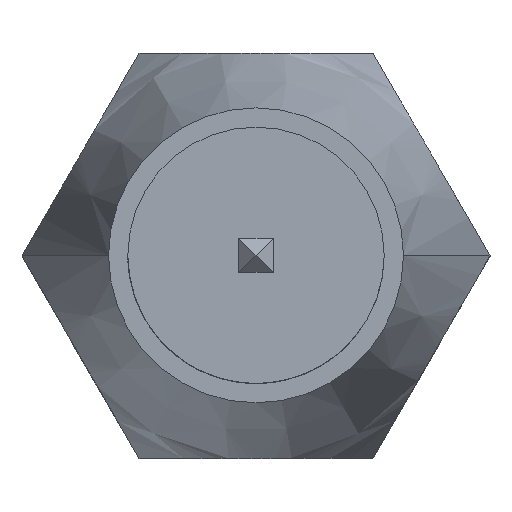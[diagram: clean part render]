
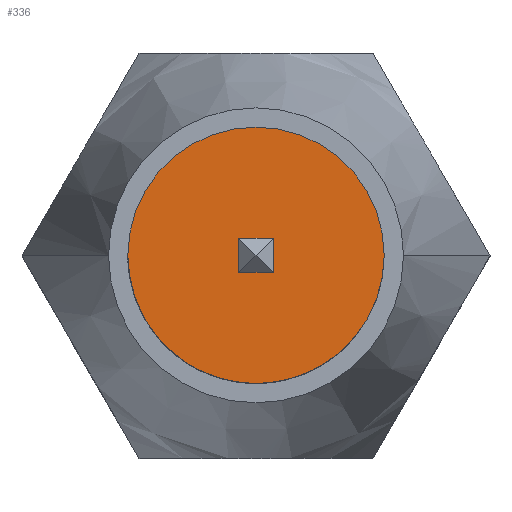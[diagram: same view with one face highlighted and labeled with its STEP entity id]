
A CAD part, top view. The second image highlights one B-rep face of the part: STEP entity #336.
In plain terms, the highlighted planar face has unit normal (0, 0, 1).
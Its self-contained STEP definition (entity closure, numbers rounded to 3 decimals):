
#228=EDGE_CURVE('',#462,#258,#602,.T.);
#238=EDGE_CURVE('',#258,#382,#613,.T.);
#246=EDGE_CURVE('',#528,#256,#622,.T.);
#256=VERTEX_POINT('',#633);
#258=VERTEX_POINT('',#635);
#288=EDGE_CURVE('',#382,#462,#671,.T.);
#336=ADVANCED_FACE('',(#722,#723),#724,.T.);
#382=VERTEX_POINT('',#772);
#462=VERTEX_POINT('',#861);
#472=EDGE_CURVE('',#524,#530,#871,.T.);
#480=EDGE_CURVE('',#530,#528,#880,.T.);
#488=EDGE_CURVE('',#256,#524,#889,.T.);
#524=VERTEX_POINT('',#931);
#528=VERTEX_POINT('',#935);
#530=VERTEX_POINT('',#937);
#602=CIRCLE('',#1011,6.);
#613=CIRCLE('',#1036,6.);
#622=LINE('',#1048,#1049);
#633=CARTESIAN_POINT('',(0.8,0.8,25.0));
#635=CARTESIAN_POINT('',(-5.946,-0.8,25.0));
#671=CIRCLE('',#1118,6.);
#722=FACE_BOUND('',#1211,.T.);
#723=FACE_OUTER_BOUND('',#1212,.T.);
#724=PLANE('',#1213);
#772=CARTESIAN_POINT('',(-6.,0.,25.0));
#861=CARTESIAN_POINT('',(6.,0.,25.0));
#871=LINE('',#1481,#1482);
#880=LINE('',#1493,#1494);
#889=LINE('',#1514,#1515);
#931=CARTESIAN_POINT('',(0.8,-0.8,25.0));
#935=CARTESIAN_POINT('',(-0.8,0.8,25.0));
#937=CARTESIAN_POINT('',(-0.8,-0.8,25.0));
#1011=AXIS2_PLACEMENT_3D('',#1708,#1709,#1710);
#1036=AXIS2_PLACEMENT_3D('',#1723,#1724,#1725);
#1048=CARTESIAN_POINT('',(-1.5,0.8,25.0));
#1049=VECTOR('',#1739,1.0);
#1118=AXIS2_PLACEMENT_3D('',#1803,#1804,#1805);
#1211=EDGE_LOOP('',(#1850,#1851,#1852,#1853));
#1212=EDGE_LOOP('',(#1854,#1855,#1856));
#1213=AXIS2_PLACEMENT_3D('',#1857,#1858,#1859);
#1481=CARTESIAN_POINT('',(-1.5,-0.8,25.0));
#1482=VECTOR('',#1993,1.0);
#1493=CARTESIAN_POINT('',(-0.8,0.,25.0));
#1494=VECTOR('',#2005,1.0);
#1514=CARTESIAN_POINT('',(0.8,0.,25.0));
#1515=VECTOR('',#2016,1.0);
#1708=CARTESIAN_POINT('',(0.,0.,25.0));
#1709=DIRECTION('',(-0.0,0.0,-1.0));
#1710=DIRECTION('',(-1.0,0.,0.0));
#1723=CARTESIAN_POINT('',(0.,0.,25.0));
#1724=DIRECTION('',(-0.0,0.0,-1.0));
#1725=DIRECTION('',(-1.0,0.,0.0));
#1739=DIRECTION('',(1.0,0.0,0.0));
#1803=CARTESIAN_POINT('',(0.,0.,25.0));
#1804=DIRECTION('',(-0.0,0.0,-1.0));
#1805=DIRECTION('',(-1.0,0.,0.0));
#1850=ORIENTED_EDGE('',*,*,#246,.T.);
#1851=ORIENTED_EDGE('',*,*,#488,.T.);
#1852=ORIENTED_EDGE('',*,*,#472,.T.);
#1853=ORIENTED_EDGE('',*,*,#480,.T.);
#1854=ORIENTED_EDGE('',*,*,#238,.F.);
#1855=ORIENTED_EDGE('',*,*,#228,.F.);
#1856=ORIENTED_EDGE('',*,*,#288,.F.);
#1857=CARTESIAN_POINT('',(-3.,0.,25.0));
#1858=DIRECTION('',(0.0,0.0,1.0));
#1859=DIRECTION('',(-1.0,0.,0.0));
#1993=DIRECTION('',(-1.0,0.,0.0));
#2005=DIRECTION('',(0.,1.0,0.0));
#2016=DIRECTION('',(0.,-1.0,0.0));
